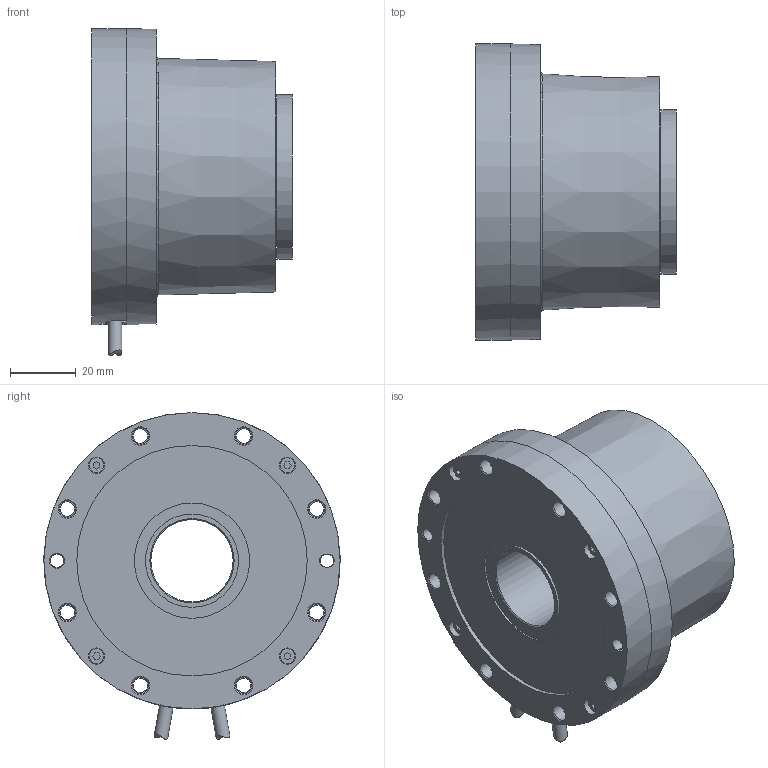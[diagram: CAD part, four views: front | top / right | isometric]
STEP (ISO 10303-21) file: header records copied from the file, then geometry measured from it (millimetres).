
FILE_DESCRIPTION(('STEP AP203'),'1');
FILE_NAME('L22I10A MRS-7056-648KE.stp','2024-01-16T07:52:40',(' '),(' '),'Spatial InterOp 3D',' ',' ');
FILE_SCHEMA(('CONFIG_CONTROL_DESIGN'));
Length unit declared in the file: millimetre
Products named in the file (1): L22I10A MRS-7056-648KE
Bounding box: 61 x 90 x 99.28 mm (x, y, z)
Volume: 239975.9 mm3; surface area: 41685.8 mm2
Topology: 1 solids, 45 shells, 590 faces, 1290 edges, 843 vertices
Faces by surface type: plane 306, cylinder 180, cone 75, bspline 18, torus 7, sphere 4
Full cylindrical faces by diameter (mm): 1.6 x8, 2.05 x20, 2.5 x29, 2.8 x4, 2.9 x8, 3 x4, 3.3 x4, 4 x3, 4.2 x4, 4.4 x8, 4.5 x16, 5 x16, 5.5 x8, 7 x1, 25 x1, 28.3 x2, 30 x4, 35 x1, 44 x1, 45.2 x1, 50 x1, 63 x2, 70 x1, 90 x1
Entity records: 16630 total; most frequent: CARTESIAN_POINT 4786, DIRECTION 2482, ORIENTED_EDGE 1966, AXIS2_PLACEMENT_3D 1030, EDGE_CURVE 983, EDGE_LOOP 917, VERTEX_POINT 746, FACE_OUTER_BOUND 742
